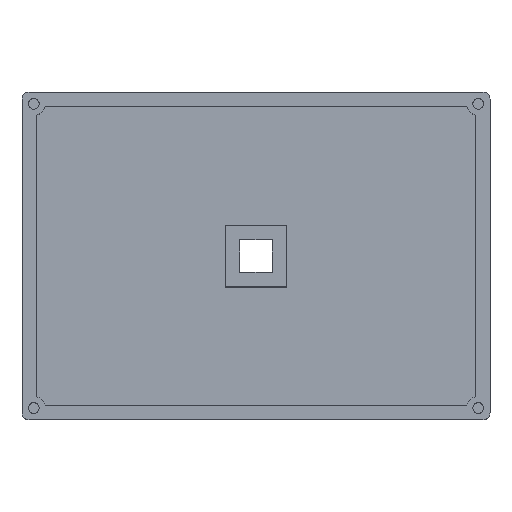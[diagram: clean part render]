
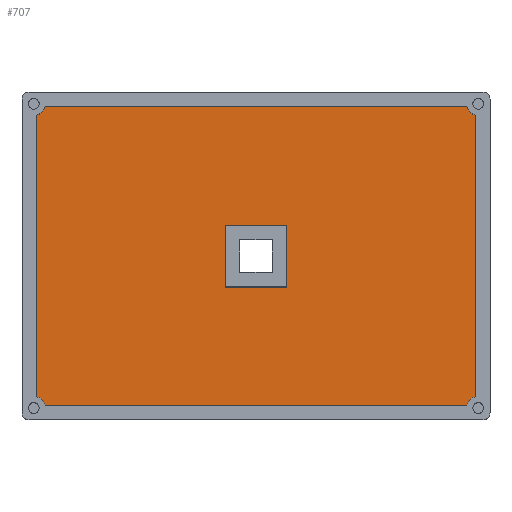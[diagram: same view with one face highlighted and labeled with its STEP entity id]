
A CAD part, top view. The second image highlights one B-rep face of the part: STEP entity #707.
In plain terms, the highlighted planar face has unit normal (0, 0, 1).
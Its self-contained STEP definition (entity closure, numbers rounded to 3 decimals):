
#33=FACE_BOUND('',#139,.T.);
#55=CIRCLE('',#773,5.);
#56=CIRCLE('',#776,5.);
#57=CIRCLE('',#779,5.);
#58=CIRCLE('',#782,5.);
#91=FACE_OUTER_BOUND('',#138,.T.);
#138=EDGE_LOOP('',(#600,#601,#602,#603,#604,#605,#606,#607));
#139=EDGE_LOOP('',(#608,#609,#610,#611));
#151=LINE('',#1004,#223);
#155=LINE('',#1012,#227);
#158=LINE('',#1018,#230);
#161=LINE('',#1023,#233);
#198=LINE('',#1138,#270);
#202=LINE('',#1147,#274);
#205=LINE('',#1155,#277);
#208=LINE('',#1163,#280);
#223=VECTOR('',#800,10.);
#227=VECTOR('',#806,10.);
#230=VECTOR('',#811,10.);
#233=VECTOR('',#816,10.);
#270=VECTOR('',#927,10.);
#274=VECTOR('',#937,10.);
#277=VECTOR('',#946,10.);
#280=VECTOR('',#955,10.);
#295=VERTEX_POINT('',#1002);
#296=VERTEX_POINT('',#1003);
#299=VERTEX_POINT('',#1011);
#301=VERTEX_POINT('',#1017);
#342=VERTEX_POINT('',#1136);
#343=VERTEX_POINT('',#1137);
#344=VERTEX_POINT('',#1142);
#345=VERTEX_POINT('',#1146);
#346=VERTEX_POINT('',#1150);
#347=VERTEX_POINT('',#1154);
#348=VERTEX_POINT('',#1158);
#349=VERTEX_POINT('',#1162);
#359=EDGE_CURVE('',#295,#296,#151,.T.);
#363=EDGE_CURVE('',#296,#299,#155,.T.);
#366=EDGE_CURVE('',#299,#301,#158,.T.);
#369=EDGE_CURVE('',#301,#295,#161,.T.);
#425=EDGE_CURVE('',#342,#343,#198,.T.);
#428=EDGE_CURVE('',#343,#344,#55,.T.);
#430=EDGE_CURVE('',#344,#345,#202,.T.);
#432=EDGE_CURVE('',#345,#346,#56,.T.);
#434=EDGE_CURVE('',#346,#347,#205,.T.);
#436=EDGE_CURVE('',#347,#348,#57,.T.);
#438=EDGE_CURVE('',#348,#349,#208,.T.);
#440=EDGE_CURVE('',#349,#342,#58,.T.);
#600=ORIENTED_EDGE('',*,*,#425,.T.);
#601=ORIENTED_EDGE('',*,*,#428,.T.);
#602=ORIENTED_EDGE('',*,*,#430,.T.);
#603=ORIENTED_EDGE('',*,*,#432,.T.);
#604=ORIENTED_EDGE('',*,*,#434,.T.);
#605=ORIENTED_EDGE('',*,*,#436,.T.);
#606=ORIENTED_EDGE('',*,*,#438,.T.);
#607=ORIENTED_EDGE('',*,*,#440,.T.);
#608=ORIENTED_EDGE('',*,*,#359,.T.);
#609=ORIENTED_EDGE('',*,*,#363,.T.);
#610=ORIENTED_EDGE('',*,*,#366,.T.);
#611=ORIENTED_EDGE('',*,*,#369,.T.);
#666=PLANE('',#786);
#707=ADVANCED_FACE('',(#91,#33),#666,.T.);
#773=AXIS2_PLACEMENT_3D('',#1143,#932,#933);
#776=AXIS2_PLACEMENT_3D('',#1151,#941,#942);
#779=AXIS2_PLACEMENT_3D('',#1159,#950,#951);
#782=AXIS2_PLACEMENT_3D('',#1166,#959,#960);
#786=AXIS2_PLACEMENT_3D('',#1172,#968,#969);
#800=DIRECTION('',(0.,-1.,0.));
#806=DIRECTION('',(-1.,0.,0.));
#811=DIRECTION('',(0.,1.,0.));
#816=DIRECTION('',(1.,0.,0.));
#927=DIRECTION('',(-1.,0.,0.));
#932=DIRECTION('center_axis',(0.,0.,-1.));
#933=DIRECTION('ref_axis',(-1.,0.,0.));
#937=DIRECTION('',(0.,-1.,0.));
#941=DIRECTION('center_axis',(0.,0.,-1.));
#942=DIRECTION('ref_axis',(-1.,0.,0.));
#946=DIRECTION('',(1.,0.,0.));
#950=DIRECTION('center_axis',(0.,0.,-1.));
#951=DIRECTION('ref_axis',(-1.,0.,0.));
#955=DIRECTION('',(0.,1.,0.));
#959=DIRECTION('center_axis',(0.,0.,-1.));
#960=DIRECTION('ref_axis',(-1.,0.,0.));
#968=DIRECTION('center_axis',(0.,0.,1.));
#969=DIRECTION('ref_axis',(1.,0.,0.));
#1002=CARTESIAN_POINT('',(113.2,83.2,5.));
#1003=CARTESIAN_POINT('',(113.2,56.8,5.));
#1004=CARTESIAN_POINT('',(113.2,63.4,5.));
#1011=CARTESIAN_POINT('',(86.8,56.8,5.));
#1012=CARTESIAN_POINT('',(93.4,56.8,5.));
#1017=CARTESIAN_POINT('',(86.8,83.2,5.));
#1018=CARTESIAN_POINT('',(86.8,76.6,5.));
#1023=CARTESIAN_POINT('',(106.6,83.2,5.));
#1136=CARTESIAN_POINT('',(190.101,134.,5.));
#1137=CARTESIAN_POINT('',(9.899,134.,5.));
#1138=CARTESIAN_POINT('',(54.949,134.,5.));
#1142=CARTESIAN_POINT('',(6.,130.101,5.));
#1143=CARTESIAN_POINT('Origin',(5.,135.,5.));
#1146=CARTESIAN_POINT('',(6.,9.899,5.));
#1147=CARTESIAN_POINT('',(6.,39.949,5.));
#1150=CARTESIAN_POINT('',(9.899,6.,5.));
#1151=CARTESIAN_POINT('Origin',(5.,5.,5.));
#1154=CARTESIAN_POINT('',(190.101,6.,5.));
#1155=CARTESIAN_POINT('',(145.051,6.,5.));
#1158=CARTESIAN_POINT('',(194.,9.899,5.));
#1159=CARTESIAN_POINT('Origin',(195.,5.,5.));
#1162=CARTESIAN_POINT('',(194.,130.101,5.));
#1163=CARTESIAN_POINT('',(194.,100.051,5.));
#1166=CARTESIAN_POINT('Origin',(195.,135.,5.));
#1172=CARTESIAN_POINT('Origin',(100.,70.,5.));
